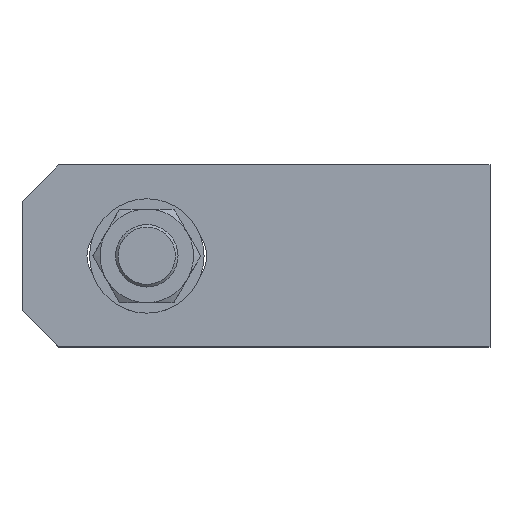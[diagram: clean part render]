
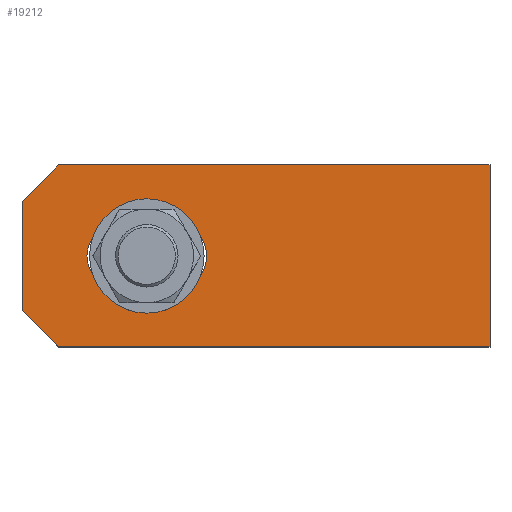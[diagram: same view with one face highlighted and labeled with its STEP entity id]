
A CAD part, top view. The second image highlights one B-rep face of the part: STEP entity #19212.
In plain terms, the highlighted planar face has unit normal (0, 0, 1).
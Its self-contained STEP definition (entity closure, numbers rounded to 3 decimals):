
#489 = EDGE_CURVE ( 'NONE', #20895, #11691, #8133, .T. ) ;
#503 = CARTESIAN_POINT ( 'NONE',  ( -32., 13., 6. ) ) ;
#520 = CARTESIAN_POINT ( 'NONE',  ( -52., 13., 6. ) ) ;
#667 = VECTOR ( 'NONE', #4548, 1000. ) ;
#1031 = CARTESIAN_POINT ( 'NONE',  ( -90., 35., 6. ) ) ;
#1222 = DIRECTION ( 'NONE',  ( -1., 0., 0. ) ) ;
#2466 = VERTEX_POINT ( 'NONE', #6814 ) ;
#2644 = LINE ( 'NONE', #520, #20650 ) ;
#2774 = FACE_OUTER_BOUND ( 'NONE', #10147, .T. ) ;
#2810 = DIRECTION ( 'NONE',  ( 0., 0., 1. ) ) ;
#3046 = VECTOR ( 'NONE', #5787, 1000. ) ;
#3398 = DIRECTION ( 'NONE',  ( 0., 0., 1. ) ) ;
#3401 = CARTESIAN_POINT ( 'NONE',  ( -90., -21., 6. ) ) ;
#3421 = ORIENTED_EDGE ( 'NONE', *, *, #489, .T. ) ;
#3482 = EDGE_CURVE ( 'NONE', #12184, #19572, #2644, .T. ) ;
#3758 = ORIENTED_EDGE ( 'NONE', *, *, #17287, .T. ) ;
#3851 = ORIENTED_EDGE ( 'NONE', *, *, #19847, .F. ) ;
#4200 = LINE ( 'NONE', #15057, #3046 ) ;
#4548 = DIRECTION ( 'NONE',  ( 1., 0., 0. ) ) ;
#4714 = DIRECTION ( 'NONE',  ( 0., -1., 0. ) ) ;
#5045 = AXIS2_PLACEMENT_3D ( 'NONE', #13594, #2810, #17407 ) ;
#5117 = CARTESIAN_POINT ( 'NONE',  ( 90., 35., 6. ) ) ;
#5787 = DIRECTION ( 'NONE',  ( 1., 0., 0. ) ) ;
#5852 = AXIS2_PLACEMENT_3D ( 'NONE', #10659, #14309, #14385 ) ;
#6005 = DIRECTION ( 'NONE',  ( -0.707, -0.707, 0. ) ) ;
#6481 = CIRCLE ( 'NONE', #12238, 13. ) ;
#6689 = LINE ( 'NONE', #9692, #21253 ) ;
#6814 = CARTESIAN_POINT ( 'NONE',  ( 90., -35., 6. ) ) ;
#6874 = ORIENTED_EDGE ( 'NONE', *, *, #10856, .F. ) ;
#7322 = LINE ( 'NONE', #5117, #18448 ) ;
#7402 = CARTESIAN_POINT ( 'NONE',  ( -52., -13., 6. ) ) ;
#7464 = ORIENTED_EDGE ( 'NONE', *, *, #8760, .T. ) ;
#7868 = CARTESIAN_POINT ( 'NONE',  ( -90., 21., 6. ) ) ;
#7897 = VERTEX_POINT ( 'NONE', #7402 ) ;
#7969 = EDGE_LOOP ( 'NONE', ( #6874, #3851, #12622, #12290 ) ) ;
#8069 = VERTEX_POINT ( 'NONE', #20453 ) ;
#8133 = LINE ( 'NONE', #1031, #10109 ) ;
#8760 = EDGE_CURVE ( 'NONE', #14004, #8069, #21535, .T. ) ;
#9099 = ORIENTED_EDGE ( 'NONE', *, *, #15405, .T. ) ;
#9692 = CARTESIAN_POINT ( 'NONE',  ( -55.5, -55.5, 6. ) ) ;
#10109 = VECTOR ( 'NONE', #4714, 1000. ) ;
#10147 = EDGE_LOOP ( 'NONE', ( #3421, #3758, #9099, #19747, #7464, #15452 ) ) ;
#10659 = CARTESIAN_POINT ( 'NONE',  ( -32., 0., 6. ) ) ;
#10712 = CARTESIAN_POINT ( 'NONE',  ( -52., 0., 6. ) ) ;
#10856 = EDGE_CURVE ( 'NONE', #7897, #16472, #20085, .T. ) ;
#11612 = CARTESIAN_POINT ( 'NONE',  ( -52., 13., 6. ) ) ;
#11691 = VERTEX_POINT ( 'NONE', #3401 ) ;
#12184 = VERTEX_POINT ( 'NONE', #503 ) ;
#12238 = AXIS2_PLACEMENT_3D ( 'NONE', #10712, #3398, #12573 ) ;
#12290 = ORIENTED_EDGE ( 'NONE', *, *, #21792, .F. ) ;
#12325 = CARTESIAN_POINT ( 'NONE',  ( 90., 35., 6. ) ) ;
#12573 = DIRECTION ( 'NONE',  ( 1., 0., 0. ) ) ;
#12622 = ORIENTED_EDGE ( 'NONE', *, *, #3482, .F. ) ;
#12647 = EDGE_CURVE ( 'NONE', #8069, #20895, #19147, .T. ) ;
#13154 = VECTOR ( 'NONE', #6005, 1000. ) ;
#13251 = CARTESIAN_POINT ( 'NONE',  ( -32., -13., 6. ) ) ;
#13594 = CARTESIAN_POINT ( 'NONE',  ( 0., 0., 6. ) ) ;
#14004 = VERTEX_POINT ( 'NONE', #12325 ) ;
#14017 = CARTESIAN_POINT ( 'NONE',  ( -90., 35., 6. ) ) ;
#14309 = DIRECTION ( 'NONE',  ( 0., 0., 1. ) ) ;
#14385 = DIRECTION ( 'NONE',  ( 1., 0., 0. ) ) ;
#14868 = CARTESIAN_POINT ( 'NONE',  ( -55.5, 55.5, 6. ) ) ;
#15057 = CARTESIAN_POINT ( 'NONE',  ( -90., -35., 6. ) ) ;
#15405 = EDGE_CURVE ( 'NONE', #18093, #2466, #4200, .T. ) ;
#15452 = ORIENTED_EDGE ( 'NONE', *, *, #12647, .T. ) ;
#15643 = CARTESIAN_POINT ( 'NONE',  ( -52., -13., 6. ) ) ;
#15842 = CARTESIAN_POINT ( 'NONE',  ( -76., -35., 6. ) ) ;
#16116 = VECTOR ( 'NONE', #1222, 1000. ) ;
#16472 = VERTEX_POINT ( 'NONE', #13251 ) ;
#17266 = CIRCLE ( 'NONE', #5852, 13. ) ;
#17287 = EDGE_CURVE ( 'NONE', #11691, #18093, #6689, .T. ) ;
#17407 = DIRECTION ( 'NONE',  ( 1., 0., 0. ) ) ;
#18093 = VERTEX_POINT ( 'NONE', #15842 ) ;
#18448 = VECTOR ( 'NONE', #21451, 1000. ) ;
#18623 = DIRECTION ( 'NONE',  ( -1., 0., 0. ) ) ;
#19147 = LINE ( 'NONE', #14868, #13154 ) ;
#19212 = ADVANCED_FACE ( 'NONE', ( #2774, #21061 ), #21155, .T. ) ;
#19572 = VERTEX_POINT ( 'NONE', #11612 ) ;
#19747 = ORIENTED_EDGE ( 'NONE', *, *, #20523, .T. ) ;
#19847 = EDGE_CURVE ( 'NONE', #19572, #7897, #6481, .T. ) ;
#20085 = LINE ( 'NONE', #15643, #667 ) ;
#20453 = CARTESIAN_POINT ( 'NONE',  ( -76., 35., 6. ) ) ;
#20523 = EDGE_CURVE ( 'NONE', #2466, #14004, #7322, .T. ) ;
#20650 = VECTOR ( 'NONE', #18623, 1000. ) ;
#20895 = VERTEX_POINT ( 'NONE', #7868 ) ;
#20996 = DIRECTION ( 'NONE',  ( 0.707, -0.707, 0. ) ) ;
#21061 = FACE_BOUND ( 'NONE', #7969, .T. ) ;
#21155 = PLANE ( 'NONE',  #5045 ) ;
#21253 = VECTOR ( 'NONE', #20996, 1000. ) ;
#21451 = DIRECTION ( 'NONE',  ( 0., 1., 0. ) ) ;
#21535 = LINE ( 'NONE', #14017, #16116 ) ;
#21792 = EDGE_CURVE ( 'NONE', #16472, #12184, #17266, .T. ) ;
